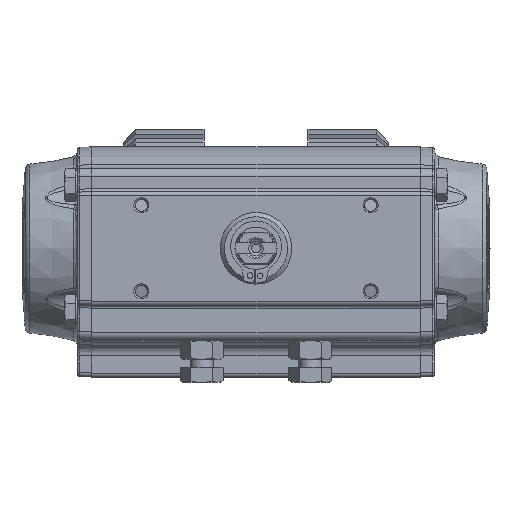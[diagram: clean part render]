
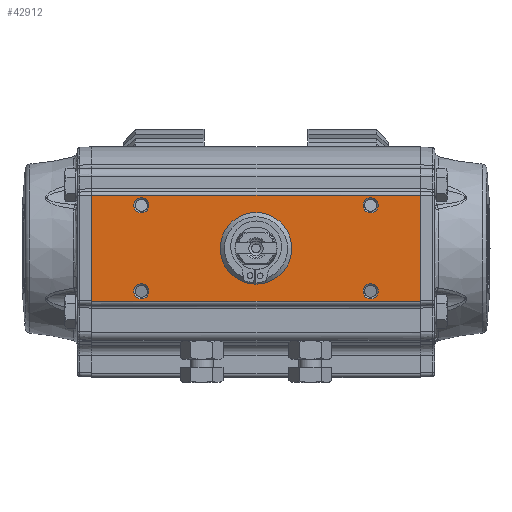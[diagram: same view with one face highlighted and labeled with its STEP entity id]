
A CAD part, top view. The second image highlights one B-rep face of the part: STEP entity #42912.
In plain terms, the highlighted planar face has unit normal (0, 0, 1).
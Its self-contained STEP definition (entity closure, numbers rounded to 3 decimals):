
#37562=CARTESIAN_POINT('',(57.4,-18.35,241.));
#37563=VERTEX_POINT('',#37562);
#37564=CARTESIAN_POINT('',(57.4,18.3,241.));
#37565=VERTEX_POINT('',#37564);
#37566=CARTESIAN_POINT('',(57.4,-18.35,241.));
#37567=DIRECTION('',(0.0,1.0,0.0));
#37568=VECTOR('',#37567,36.65);
#37569=LINE('',#37566,#37568);
#37570=EDGE_CURVE('',#37563,#37565,#37569,.T.);
#42389=CARTESIAN_POINT('',(57.4,18.5,241.));
#42390=VERTEX_POINT('',#42389);
#42398=CARTESIAN_POINT('',(57.4,18.5,241.));
#42399=DIRECTION('',(0.0,-1.0,0.0));
#42400=VECTOR('',#42399,0.2);
#42401=LINE('',#42398,#42400);
#42402=EDGE_CURVE('',#42390,#37565,#42401,.T.);
#42576=CARTESIAN_POINT('',(57.4,-18.5,241.));
#42577=VERTEX_POINT('',#42576);
#42578=CARTESIAN_POINT('',(57.4,-18.35,241.));
#42579=DIRECTION('',(0.0,-1.0,0.0));
#42580=VECTOR('',#42579,0.15);
#42581=LINE('',#42578,#42580);
#42582=EDGE_CURVE('',#37563,#42577,#42581,.T.);
#42825=CARTESIAN_POINT('',(57.4,-18.5,241.));
#42826=DIRECTION('',(0.0,0.0,1.0));
#42827=DIRECTION('',(-1.0,0.0,0.0));
#42828=AXIS2_PLACEMENT_3D('',#42825,#42826,#42827);
#42829=PLANE('',#42828);
#42830=ORIENTED_EDGE('',*,*,#42402,.F.);
#42831=CARTESIAN_POINT('',(-57.4,18.5,241.));
#42832=VERTEX_POINT('',#42831);
#42833=CARTESIAN_POINT('',(57.4,18.5,241.));
#42834=DIRECTION('',(-1.0,0.0,0.0));
#42835=VECTOR('',#42834,114.8);
#42836=LINE('',#42833,#42835);
#42837=EDGE_CURVE('',#42390,#42832,#42836,.T.);
#42838=ORIENTED_EDGE('',*,*,#42837,.T.);
#42839=CARTESIAN_POINT('',(-57.4,-18.5,241.));
#42840=VERTEX_POINT('',#42839);
#42841=CARTESIAN_POINT('',(-57.4,18.5,241.));
#42842=DIRECTION('',(0.0,-1.0,0.0));
#42843=VECTOR('',#42842,37.0);
#42844=LINE('',#42841,#42843);
#42845=EDGE_CURVE('',#42832,#42840,#42844,.T.);
#42846=ORIENTED_EDGE('',*,*,#42845,.T.);
#42847=CARTESIAN_POINT('',(-57.4,-18.5,241.));
#42848=DIRECTION('',(1.0,0.0,0.0));
#42849=VECTOR('',#42848,114.8);
#42850=LINE('',#42847,#42849);
#42851=EDGE_CURVE('',#42840,#42577,#42850,.T.);
#42852=ORIENTED_EDGE('',*,*,#42851,.T.);
#42853=ORIENTED_EDGE('',*,*,#42582,.F.);
#42854=ORIENTED_EDGE('',*,*,#37570,.T.);
#42855=EDGE_LOOP('',(#42830,#42838,#42846,#42852,#42853,#42854));
#42856=FACE_OUTER_BOUND('',#42855,.T.);
#42857=CARTESIAN_POINT('',(37.35,15.,241.));
#42858=VERTEX_POINT('',#42857);
#42859=CARTESIAN_POINT('',(40.,15.,241.));
#42860=DIRECTION('',(0.0,0.0,-1.0));
#42861=DIRECTION('',(-1.0,0.0,0.0));
#42862=AXIS2_PLACEMENT_3D('',#42859,#42860,#42861);
#42863=CIRCLE('',#42862,2.65);
#42864=EDGE_CURVE('',#42858,#42858,#42863,.T.);
#42865=ORIENTED_EDGE('',*,*,#42864,.T.);
#42866=EDGE_LOOP('',(#42865));
#42867=FACE_BOUND('',#42866,.T.);
#42868=CARTESIAN_POINT('',(37.35,-15.,241.));
#42869=VERTEX_POINT('',#42868);
#42870=CARTESIAN_POINT('',(40.,-15.,241.));
#42871=DIRECTION('',(0.0,0.0,-1.0));
#42872=DIRECTION('',(-1.0,0.0,0.0));
#42873=AXIS2_PLACEMENT_3D('',#42870,#42871,#42872);
#42874=CIRCLE('',#42873,2.65);
#42875=EDGE_CURVE('',#42869,#42869,#42874,.T.);
#42876=ORIENTED_EDGE('',*,*,#42875,.T.);
#42877=EDGE_LOOP('',(#42876));
#42878=FACE_BOUND('',#42877,.T.);
#42879=CARTESIAN_POINT('',(-42.65,-15.,241.));
#42880=VERTEX_POINT('',#42879);
#42881=CARTESIAN_POINT('',(-40.,-15.,241.));
#42882=DIRECTION('',(0.0,0.0,-1.0));
#42883=DIRECTION('',(-1.0,0.0,0.0));
#42884=AXIS2_PLACEMENT_3D('',#42881,#42882,#42883);
#42885=CIRCLE('',#42884,2.65);
#42886=EDGE_CURVE('',#42880,#42880,#42885,.T.);
#42887=ORIENTED_EDGE('',*,*,#42886,.T.);
#42888=EDGE_LOOP('',(#42887));
#42889=FACE_BOUND('',#42888,.T.);
#42890=CARTESIAN_POINT('',(-42.65,15.,241.));
#42891=VERTEX_POINT('',#42890);
#42892=CARTESIAN_POINT('',(-40.,15.,241.));
#42893=DIRECTION('',(0.0,0.0,-1.0));
#42894=DIRECTION('',(-1.0,0.0,0.0));
#42895=AXIS2_PLACEMENT_3D('',#42892,#42893,#42894);
#42896=CIRCLE('',#42895,2.65);
#42897=EDGE_CURVE('',#42891,#42891,#42896,.T.);
#42898=ORIENTED_EDGE('',*,*,#42897,.T.);
#42899=EDGE_LOOP('',(#42898));
#42900=FACE_BOUND('',#42899,.T.);
#42901=CARTESIAN_POINT('',(0.,12.5,241.0));
#42902=VERTEX_POINT('',#42901);
#42903=CARTESIAN_POINT('',(0.,0.,241.0));
#42904=DIRECTION('',(0.0,0.0,-1.0));
#42905=DIRECTION('',(0.0,1.0,0.0));
#42906=AXIS2_PLACEMENT_3D('',#42903,#42904,#42905);
#42907=CIRCLE('',#42906,12.5);
#42908=EDGE_CURVE('',#42902,#42902,#42907,.T.);
#42909=ORIENTED_EDGE('',*,*,#42908,.T.);
#42910=EDGE_LOOP('',(#42909));
#42911=FACE_BOUND('',#42910,.T.);
#42912=ADVANCED_FACE('',(#42856,#42867,#42878,#42889,#42900,#42911),#42829,.T.);
